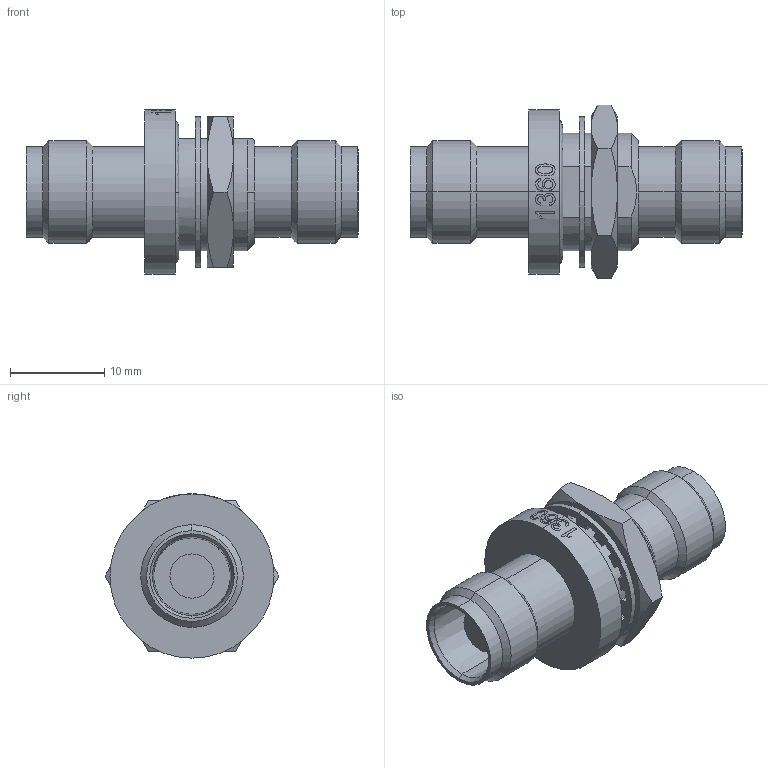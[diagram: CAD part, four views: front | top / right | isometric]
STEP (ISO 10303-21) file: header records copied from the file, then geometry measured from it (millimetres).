
FILE_DESCRIPTION (( 'STEP AP214' ), '1' );
FILE_NAME ('FMAD1360_3D.step', '2025-09-09T22:12:40', ( '' ), ( '' ), 'SwSTEP 2.0', 'SolidWorks 2022', '' );
FILE_SCHEMA (( 'AUTOMOTIVE_DESIGN' ));
Length unit declared in the file: inch
Products named in the file (5): Copy of A8N8-P4-5^FMAD1360; Copy of BNC8105-7^FMAD1360; FMAD1360_3D; Copy of BNC8105-6^FMAD1360; Copy of AD-T8T8-BG-18-HS^FMAD1360
Assembly tree (4 placements, depth 2):
  FMAD1360_3D
    Copy of AD-T8T8-BG-18-HS^FMAD1360
    Copy of A8N8-P4-5^FMAD1360
    Copy of BNC8105-6^FMAD1360
    Copy of BNC8105-7^FMAD1360
Bounding box: 35.3 x 18.48 x 17.46 mm (x, y, z)
Volume: 3309.5 mm3; surface area: 3268.4 mm2
Topology: 4 solids, 4 shells, 208 faces, 521 edges, 334 vertices
Faces by surface type: cylinder 66, bspline 61, plane 59, cone 22
Entity records: 11351 total; most frequent: CARTESIAN_POINT 6519, ORIENTED_EDGE 1042, DIRECTION 831, EDGE_CURVE 521, VERTEX_POINT 334, AXIS2_PLACEMENT_3D 318, EDGE_LOOP 227, ADVANCED_FACE 208
